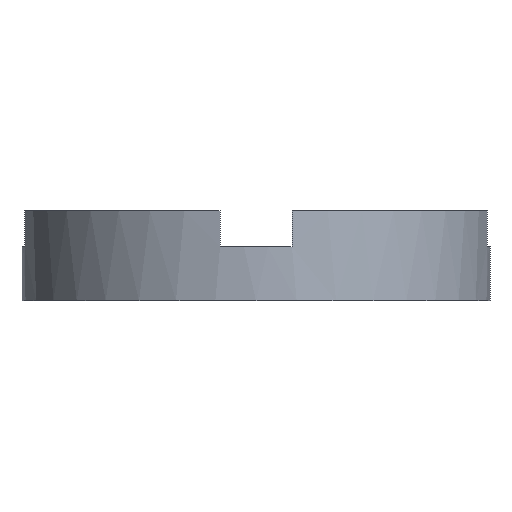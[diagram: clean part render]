
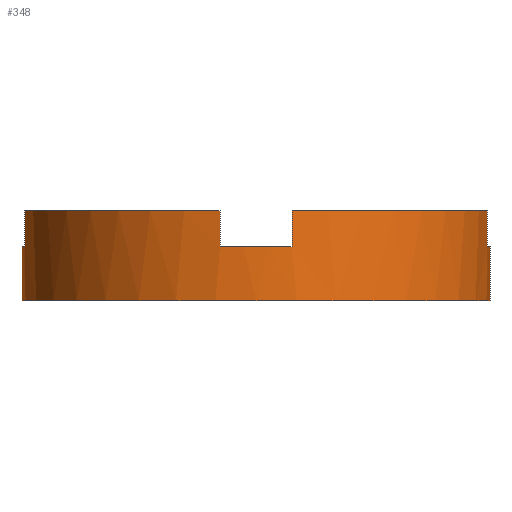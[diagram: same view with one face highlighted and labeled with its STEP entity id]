
A CAD part, front view. The second image highlights one B-rep face of the part: STEP entity #348.
In plain terms, the highlighted cylindrical face has radius 6.5 mm (diameter 13 mm), a partial arc.
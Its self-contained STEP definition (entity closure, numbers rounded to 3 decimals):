
#17 = CARTESIAN_POINT ( 'NONE',  ( 0., 0., 2.5 ) ) ;
#21 = EDGE_CURVE ( 'NONE', #359, #278, #650, .T. ) ;
#23 = VERTEX_POINT ( 'NONE', #407 ) ;
#24 = DIRECTION ( 'NONE',  ( 0., 0., 1. ) ) ;
#65 = AXIS2_PLACEMENT_3D ( 'NONE', #442, #687, #593 ) ;
#97 = DIRECTION ( 'NONE',  ( 1., 0., 0. ) ) ;
#108 = EDGE_CURVE ( 'NONE', #23, #130, #350, .T. ) ;
#115 = VERTEX_POINT ( 'NONE', #624 ) ;
#118 = CIRCLE ( 'NONE', #65, 6.5 ) ;
#120 = ORIENTED_EDGE ( 'NONE', *, *, #715, .F. ) ;
#121 = LINE ( 'NONE', #782, #329 ) ;
#130 = VERTEX_POINT ( 'NONE', #519 ) ;
#139 = ORIENTED_EDGE ( 'NONE', *, *, #391, .F. ) ;
#162 = CARTESIAN_POINT ( 'NONE',  ( 1., -6.423, 1.5 ) ) ;
#187 = VERTEX_POINT ( 'NONE', #767 ) ;
#194 = ORIENTED_EDGE ( 'NONE', *, *, #614, .T. ) ;
#198 = ORIENTED_EDGE ( 'NONE', *, *, #290, .F. ) ;
#204 = EDGE_CURVE ( 'NONE', #279, #23, #584, .T. ) ;
#207 = DIRECTION ( 'NONE',  ( 0., 0., 1. ) ) ;
#223 = CARTESIAN_POINT ( 'NONE',  ( 6.423, -1., 2.5 ) ) ;
#242 = CARTESIAN_POINT ( 'NONE',  ( 6.5, 0., 2.5 ) ) ;
#245 = CARTESIAN_POINT ( 'NONE',  ( 0., 0., 0. ) ) ;
#256 = AXIS2_PLACEMENT_3D ( 'NONE', #292, #398, #450 ) ;
#257 = EDGE_CURVE ( 'NONE', #638, #675, #121, .T. ) ;
#264 = CARTESIAN_POINT ( 'NONE',  ( 1., -6.423, 1.5 ) ) ;
#274 = AXIS2_PLACEMENT_3D ( 'NONE', #671, #24, #723 ) ;
#275 = ORIENTED_EDGE ( 'NONE', *, *, #326, .F. ) ;
#278 = VERTEX_POINT ( 'NONE', #531 ) ;
#279 = VERTEX_POINT ( 'NONE', #386 ) ;
#281 = ORIENTED_EDGE ( 'NONE', *, *, #611, .F. ) ;
#283 = DIRECTION ( 'NONE',  ( 0., 0., 1. ) ) ;
#287 = ORIENTED_EDGE ( 'NONE', *, *, #21, .T. ) ;
#290 = EDGE_CURVE ( 'NONE', #408, #278, #312, .T. ) ;
#292 = CARTESIAN_POINT ( 'NONE',  ( 0., 0., 2.5 ) ) ;
#312 = LINE ( 'NONE', #242, #610 ) ;
#326 = EDGE_CURVE ( 'NONE', #638, #408, #118, .T. ) ;
#329 = VECTOR ( 'NONE', #735, 1000. ) ;
#342 = LINE ( 'NONE', #162, #572 ) ;
#343 = ORIENTED_EDGE ( 'NONE', *, *, #108, .F. ) ;
#348 = ADVANCED_FACE ( 'NONE', ( #623 ), #365, .T. ) ;
#350 = CIRCLE ( 'NONE', #256, 6.5 ) ;
#355 = CIRCLE ( 'NONE', #729, 6.5 ) ;
#359 = VERTEX_POINT ( 'NONE', #514 ) ;
#360 = VECTOR ( 'NONE', #477, 1000. ) ;
#365 = CYLINDRICAL_SURFACE ( 'NONE', #455, 6.5 ) ;
#385 = VERTEX_POINT ( 'NONE', #264 ) ;
#386 = CARTESIAN_POINT ( 'NONE',  ( -6.423, -1., 1.5 ) ) ;
#388 = VERTEX_POINT ( 'NONE', #774 ) ;
#391 = EDGE_CURVE ( 'NONE', #115, #385, #619, .T. ) ;
#398 = DIRECTION ( 'NONE',  ( 0., 0., 1. ) ) ;
#404 = CARTESIAN_POINT ( 'NONE',  ( 6.423, -1., 1.5 ) ) ;
#407 = CARTESIAN_POINT ( 'NONE',  ( -6.423, -1., 2.5 ) ) ;
#408 = VERTEX_POINT ( 'NONE', #469 ) ;
#413 = DIRECTION ( 'NONE',  ( 1., 0., 0. ) ) ;
#430 = CARTESIAN_POINT ( 'NONE',  ( -6.423, -1., 1.5 ) ) ;
#432 = DIRECTION ( 'NONE',  ( 0., 0., 1. ) ) ;
#442 = CARTESIAN_POINT ( 'NONE',  ( 0., 0., 1.5 ) ) ;
#446 = ORIENTED_EDGE ( 'NONE', *, *, #204, .F. ) ;
#450 = DIRECTION ( 'NONE',  ( 1., 0., 0. ) ) ;
#455 = AXIS2_PLACEMENT_3D ( 'NONE', #734, #730, #780 ) ;
#469 = CARTESIAN_POINT ( 'NONE',  ( 6.5, 0., 1.5 ) ) ;
#473 = CARTESIAN_POINT ( 'NONE',  ( -6.5, 0., 2.5 ) ) ;
#477 = DIRECTION ( 'NONE',  ( 0., 0., 1. ) ) ;
#479 = CARTESIAN_POINT ( 'NONE',  ( 0., 0., 1.5 ) ) ;
#498 = AXIS2_PLACEMENT_3D ( 'NONE', #245, #698, #413 ) ;
#514 = CARTESIAN_POINT ( 'NONE',  ( -6.5, 0., 0. ) ) ;
#519 = CARTESIAN_POINT ( 'NONE',  ( -1., -6.423, 2.5 ) ) ;
#531 = CARTESIAN_POINT ( 'NONE',  ( 6.5, 0., 0. ) ) ;
#540 = EDGE_LOOP ( 'NONE', ( #198, #275, #622, #281, #674, #139, #194, #343, #446, #120, #549, #287 ) ) ;
#548 = AXIS2_PLACEMENT_3D ( 'NONE', #17, #751, #97 ) ;
#549 = ORIENTED_EDGE ( 'NONE', *, *, #736, .T. ) ;
#566 = CIRCLE ( 'NONE', #548, 6.5 ) ;
#572 = VECTOR ( 'NONE', #207, 1000. ) ;
#575 = LINE ( 'NONE', #473, #587 ) ;
#584 = LINE ( 'NONE', #430, #360 ) ;
#587 = VECTOR ( 'NONE', #717, 1000. ) ;
#593 = DIRECTION ( 'NONE',  ( 1., 0., 0. ) ) ;
#597 = DIRECTION ( 'NONE',  ( 0., 0., -1. ) ) ;
#608 = LINE ( 'NONE', #692, #621 ) ;
#610 = VECTOR ( 'NONE', #597, 1000. ) ;
#611 = EDGE_CURVE ( 'NONE', #388, #675, #566, .T. ) ;
#614 = EDGE_CURVE ( 'NONE', #115, #130, #608, .T. ) ;
#619 = CIRCLE ( 'NONE', #274, 6.5 ) ;
#621 = VECTOR ( 'NONE', #283, 1000. ) ;
#622 = ORIENTED_EDGE ( 'NONE', *, *, #257, .T. ) ;
#623 = FACE_OUTER_BOUND ( 'NONE', #540, .T. ) ;
#624 = CARTESIAN_POINT ( 'NONE',  ( -1., -6.423, 1.5 ) ) ;
#636 = EDGE_CURVE ( 'NONE', #385, #388, #342, .T. ) ;
#638 = VERTEX_POINT ( 'NONE', #404 ) ;
#650 = CIRCLE ( 'NONE', #498, 6.5 ) ;
#671 = CARTESIAN_POINT ( 'NONE',  ( 0., 0., 1.5 ) ) ;
#674 = ORIENTED_EDGE ( 'NONE', *, *, #636, .F. ) ;
#675 = VERTEX_POINT ( 'NONE', #223 ) ;
#680 = DIRECTION ( 'NONE',  ( 1., 0., 0. ) ) ;
#687 = DIRECTION ( 'NONE',  ( 0., 0., 1. ) ) ;
#692 = CARTESIAN_POINT ( 'NONE',  ( -1., -6.423, 1.5 ) ) ;
#698 = DIRECTION ( 'NONE',  ( 0., 0., 1. ) ) ;
#715 = EDGE_CURVE ( 'NONE', #187, #279, #355, .T. ) ;
#717 = DIRECTION ( 'NONE',  ( 0., 0., -1. ) ) ;
#723 = DIRECTION ( 'NONE',  ( 1., 0., 0. ) ) ;
#729 = AXIS2_PLACEMENT_3D ( 'NONE', #479, #432, #680 ) ;
#730 = DIRECTION ( 'NONE',  ( 0., 0., -1. ) ) ;
#734 = CARTESIAN_POINT ( 'NONE',  ( 0., 0., 2.5 ) ) ;
#735 = DIRECTION ( 'NONE',  ( 0., 0., 1. ) ) ;
#736 = EDGE_CURVE ( 'NONE', #187, #359, #575, .T. ) ;
#751 = DIRECTION ( 'NONE',  ( 0., 0., 1. ) ) ;
#767 = CARTESIAN_POINT ( 'NONE',  ( -6.5, 0., 1.5 ) ) ;
#774 = CARTESIAN_POINT ( 'NONE',  ( 1., -6.423, 2.5 ) ) ;
#780 = DIRECTION ( 'NONE',  ( -1., 0., 0. ) ) ;
#782 = CARTESIAN_POINT ( 'NONE',  ( 6.423, -1., 1.5 ) ) ;
